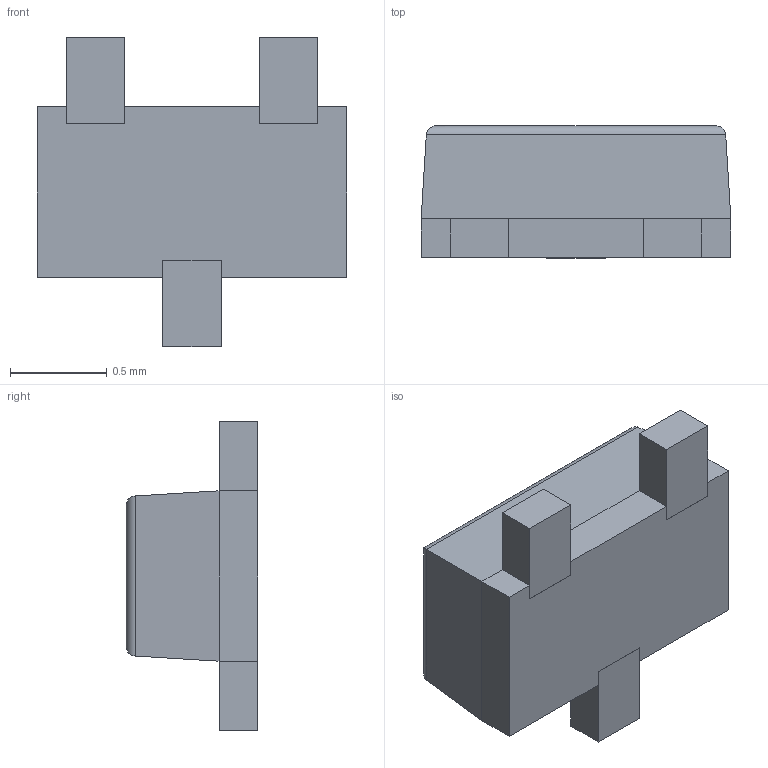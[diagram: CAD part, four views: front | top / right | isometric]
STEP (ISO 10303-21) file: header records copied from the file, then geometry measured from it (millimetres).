
FILE_DESCRIPTION (( 'STEP AP214' ), '1' );
FILE_NAME ('FDY300NZ.STEP', '2021-04-26T14:18:19', ( '' ), ( '' ), 'SwSTEP 2.0', 'SolidWorks 2018', '' );
FILE_SCHEMA (( 'AUTOMOTIVE_DESIGN' ));
Length unit declared in the file: millimetre
Products named in the file (1): FDY300NZ
Bounding box: 1.6 x 0.68 x 1.6 mm (x, y, z)
Volume: 1 mm3; surface area: 7 mm2
Topology: 1 solids, 1 shells, 35 faces, 85 edges, 52 vertices
Faces by surface type: plane 31, cylinder 4
Entity records: 1208 total; most frequent: CARTESIAN_POINT 185, ORIENTED_EDGE 170, DIRECTION 153, EDGE_CURVE 85, LINE 81, VECTOR 81, VERTEX_POINT 52, AXIS2_PLACEMENT_3D 36
